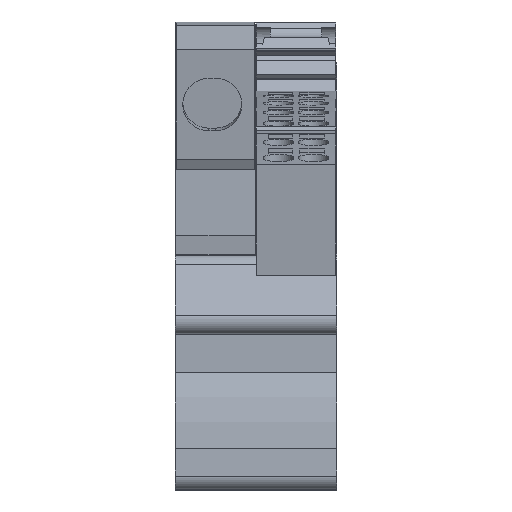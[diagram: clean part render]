
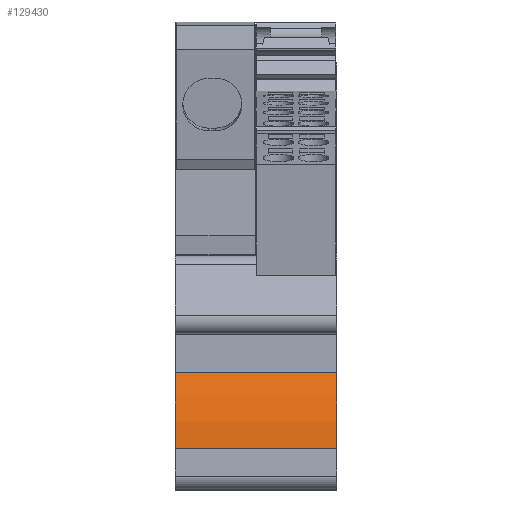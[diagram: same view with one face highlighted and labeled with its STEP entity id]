
A CAD part, front view. The second image highlights one B-rep face of the part: STEP entity #129430.
In plain terms, the highlighted cylindrical face has radius 30 mm (diameter 60 mm), a partial arc.
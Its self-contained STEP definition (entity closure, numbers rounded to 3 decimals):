
#6370=CARTESIAN_POINT('',(176.803,-56.677,12.15));
#6380=VERTEX_POINT('',#6370);
#6410=CARTESIAN_POINT('',(206.774,-57.986,12.15));
#6420=DIRECTION('',(0.,0.,1.));
#6430=DIRECTION('',(1.,0.,0.));
#6440=AXIS2_PLACEMENT_3D('',#6410,#6420,#6430);
#6450=CIRCLE('',#6440,30.);
#6460=CARTESIAN_POINT('',(179.618,-45.237,12.15));
#6470=VERTEX_POINT('',#6460);
#6480=EDGE_CURVE('',#6470,#6380,#6450,.T.);
#14240=CARTESIAN_POINT('',(179.618,-45.237,-12.15));
#14250=VERTEX_POINT('',#14240);
#14280=CARTESIAN_POINT('',(206.774,-57.986,-12.15));
#14290=DIRECTION('',(0.,0.,1.));
#14300=DIRECTION('',(1.,0.,0.));
#14310=AXIS2_PLACEMENT_3D('',#14280,#14290,#14300);
#14320=CIRCLE('',#14310,30.);
#14330=CARTESIAN_POINT('',(176.803,-56.677,-12.15));
#14340=VERTEX_POINT('',#14330);
#14350=EDGE_CURVE('',#14250,#14340,#14320,.T.);
#129090=CARTESIAN_POINT('',(176.803,-56.677,-12.15));
#129100=DIRECTION('',(0.,0.,1.));
#129110=VECTOR('',#129100,1.);
#129120=LINE('',#129090,#129110);
#129130=EDGE_CURVE('',#14340,#6380,#129120,.T.);
#129270=CARTESIAN_POINT('',(206.774,-57.986,-12.15));
#129280=DIRECTION('',(0.,0.,1.));
#129290=DIRECTION('',(1.,0.,0.));
#129300=AXIS2_PLACEMENT_3D('',#129270,#129280,#129290);
#129310=CYLINDRICAL_SURFACE('',#129300,30.);
#129320=ORIENTED_EDGE('',*,*,#14350,.T.);
#129330=CARTESIAN_POINT('',(179.618,-45.237,-12.15));
#129340=DIRECTION('',(0.,0.,1.));
#129350=VECTOR('',#129340,1.);
#129360=LINE('',#129330,#129350);
#129370=EDGE_CURVE('',#14250,#6470,#129360,.T.);
#129380=ORIENTED_EDGE('',*,*,#129370,.F.);
#129390=ORIENTED_EDGE('',*,*,#6480,.F.);
#129400=ORIENTED_EDGE('',*,*,#129130,.T.);
#129410=EDGE_LOOP('',(#129400,#129390,#129380,#129320));
#129420=FACE_OUTER_BOUND('',#129410,.T.);
#129430=ADVANCED_FACE('',(#129420),#129310,.T.);
